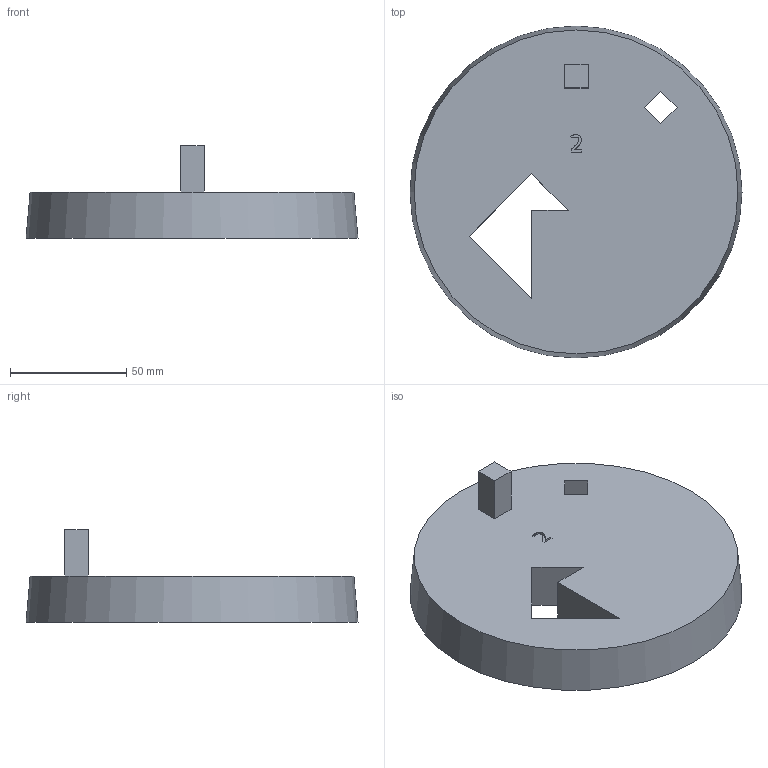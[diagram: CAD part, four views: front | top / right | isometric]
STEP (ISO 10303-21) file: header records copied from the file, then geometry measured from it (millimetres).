
FILE_DESCRIPTION(/* description */ ('STEP AP242 Edition 2','CAx-IF Rec.Pracs.---Representation and Presentation of Product Manufacturing Information (PMI)---4.0---2014-10-13','CAx-IF Rec.Pracs.---3D Tessellated Geometry---0.4---2014-09-14','2;1','CAx-IF Rec.Pracs.---User Defined Attributes---1.5---2016-08-15'),/* implementation_level */ '2;1');
FILE_NAME(/* name */ '6957eac85d108516e5a81188',/* time_stamp */ '2026-01-02T15:56:57Z',/* author */ (''),/* organization */ (''),/* preprocessor_version */ 'ST-DEVELOPER v20',/* originating_system */ 'ONSHAPE BY PTC INC, 1.208',/* authorisation */ ' ');
FILE_SCHEMA (('AP242_MANAGED_MODEL_BASED_3D_ENGINEERING_MIM_LF { 1 0 10303 442 3 1 4 }'));
Length unit declared in the file: metre
Products named in the file (1): stage_2
Bounding box: 143 x 143 x 40 mm (x, y, z)
Volume: 296452.6 mm3; surface area: 43030.9 mm2
Topology: 1 solids, 1 shells, 51 faces, 141 edges, 94 vertices
Faces by surface type: cylinder 23, plane 22, bspline 5, cone 1
Entity records: 1688 total; most frequent: CARTESIAN_POINT 341, ORIENTED_EDGE 280, DIRECTION 272, EDGE_CURVE 140, AXIS2_PLACEMENT_3D 95, VERTEX_POINT 94, LINE 82, VECTOR 82
